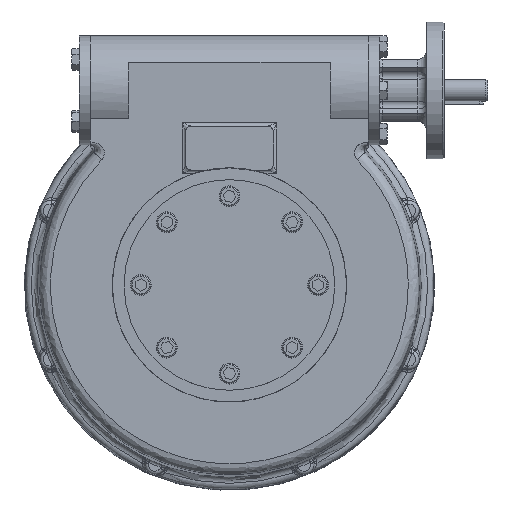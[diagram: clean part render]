
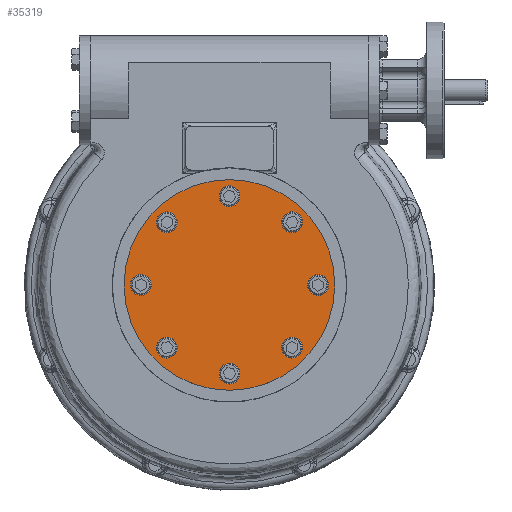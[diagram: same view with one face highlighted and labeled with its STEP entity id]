
A CAD part, top view. The second image highlights one B-rep face of the part: STEP entity #35319.
In plain terms, the highlighted planar face has unit normal (0, 0, 1).
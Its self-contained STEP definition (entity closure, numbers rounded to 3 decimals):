
#4634=PLANE('',#38028);
#10632=ORIENTED_EDGE('',*,*,#14310,.F.);
#10633=ORIENTED_EDGE('',*,*,#14312,.F.);
#10634=ORIENTED_EDGE('',*,*,#14314,.F.);
#10635=ORIENTED_EDGE('',*,*,#14316,.F.);
#10636=ORIENTED_EDGE('',*,*,#14318,.F.);
#10637=ORIENTED_EDGE('',*,*,#14320,.F.);
#10638=ORIENTED_EDGE('',*,*,#14322,.F.);
#10639=ORIENTED_EDGE('',*,*,#14327,.F.);
#10640=ORIENTED_EDGE('',*,*,#14324,.F.);
#14310=EDGE_CURVE('',#16725,#16725,#17991,.T.);
#14312=EDGE_CURVE('',#16727,#16727,#17993,.T.);
#14314=EDGE_CURVE('',#16729,#16729,#17995,.T.);
#14316=EDGE_CURVE('',#16731,#16731,#17997,.T.);
#14318=EDGE_CURVE('',#16733,#16733,#17999,.T.);
#14320=EDGE_CURVE('',#16735,#16735,#18001,.T.);
#14322=EDGE_CURVE('',#16737,#16737,#18003,.T.);
#14324=EDGE_CURVE('',#16739,#16739,#18005,.T.);
#14327=EDGE_CURVE('',#16742,#16742,#18008,.T.);
#16725=VERTEX_POINT('',#61132);
#16727=VERTEX_POINT('',#61137);
#16729=VERTEX_POINT('',#61142);
#16731=VERTEX_POINT('',#61147);
#16733=VERTEX_POINT('',#61152);
#16735=VERTEX_POINT('',#61157);
#16737=VERTEX_POINT('',#61162);
#16739=VERTEX_POINT('',#61167);
#16742=VERTEX_POINT('',#61175);
#17991=CIRCLE('',#38003,6.5);
#17993=CIRCLE('',#38006,6.5);
#17995=CIRCLE('',#38009,6.5);
#17997=CIRCLE('',#38012,6.5);
#17999=CIRCLE('',#38015,6.5);
#18001=CIRCLE('',#38018,6.5);
#18003=CIRCLE('',#38021,6.5);
#18005=CIRCLE('',#38024,96.25);
#18008=CIRCLE('',#38029,6.5);
#20332=EDGE_LOOP('',(#10632));
#20333=EDGE_LOOP('',(#10633));
#20334=EDGE_LOOP('',(#10634));
#20335=EDGE_LOOP('',(#10635));
#20336=EDGE_LOOP('',(#10636));
#20337=EDGE_LOOP('',(#10637));
#20338=EDGE_LOOP('',(#10638));
#20339=EDGE_LOOP('',(#10639));
#20340=EDGE_LOOP('',(#10640));
#22848=FACE_BOUND('',#20332,.T.);
#22849=FACE_BOUND('',#20333,.T.);
#22850=FACE_BOUND('',#20334,.T.);
#22851=FACE_BOUND('',#20335,.T.);
#22852=FACE_BOUND('',#20336,.T.);
#22853=FACE_BOUND('',#20337,.T.);
#22854=FACE_BOUND('',#20338,.T.);
#22855=FACE_BOUND('',#20339,.T.);
#22856=FACE_BOUND('',#20340,.T.);
#35319=ADVANCED_FACE('',(#22848,#22849,#22850,#22851,#22852,#22853,#22854,
#22855,#22856),#4634,.F.);
#38003=AXIS2_PLACEMENT_3D('',#61131,#44022,#44023);
#38006=AXIS2_PLACEMENT_3D('',#61136,#44028,#44029);
#38009=AXIS2_PLACEMENT_3D('',#61141,#44034,#44035);
#38012=AXIS2_PLACEMENT_3D('',#61146,#44040,#44041);
#38015=AXIS2_PLACEMENT_3D('',#61151,#44046,#44047);
#38018=AXIS2_PLACEMENT_3D('',#61156,#44052,#44053);
#38021=AXIS2_PLACEMENT_3D('',#61161,#44058,#44059);
#38024=AXIS2_PLACEMENT_3D('',#61166,#44064,#44065);
#38028=AXIS2_PLACEMENT_3D('',#61173,#44072,#44073);
#38029=AXIS2_PLACEMENT_3D('',#61174,#44074,#44075);
#44022=DIRECTION('',(0.,0.,1.));
#44023=DIRECTION('',(-0.707,0.707,0.));
#44028=DIRECTION('',(0.,0.,1.));
#44029=DIRECTION('',(0.,1.,0.));
#44034=DIRECTION('',(0.,0.,1.));
#44035=DIRECTION('',(0.707,0.707,0.));
#44040=DIRECTION('',(0.,0.,1.));
#44041=DIRECTION('',(1.,0.,0.));
#44046=DIRECTION('',(0.,0.,1.));
#44047=DIRECTION('',(0.707,-0.707,0.));
#44052=DIRECTION('',(0.,0.,1.));
#44053=DIRECTION('',(0.,-1.,0.));
#44058=DIRECTION('',(0.,0.,1.));
#44059=DIRECTION('',(-0.707,-0.707,0.));
#44064=DIRECTION('',(0.,0.,-1.));
#44065=DIRECTION('',(1.,0.,0.));
#44072=DIRECTION('',(0.,0.,-1.));
#44073=DIRECTION('',(1.,0.,0.));
#44074=DIRECTION('',(0.,0.,1.));
#44075=DIRECTION('',(-1.,0.,0.));
#61131=CARTESIAN_POINT('',(-57.276,-57.276,97.));
#61132=CARTESIAN_POINT('',(-61.872,-52.679,97.));
#61136=CARTESIAN_POINT('',(-81.,0.,97.));
#61137=CARTESIAN_POINT('',(-81.,6.5,97.));
#61141=CARTESIAN_POINT('',(-57.276,57.276,97.));
#61142=CARTESIAN_POINT('',(-52.679,61.872,97.));
#61146=CARTESIAN_POINT('',(0.,81.,97.));
#61147=CARTESIAN_POINT('',(6.5,81.,97.));
#61151=CARTESIAN_POINT('',(57.276,57.276,97.));
#61152=CARTESIAN_POINT('',(61.872,52.679,97.));
#61156=CARTESIAN_POINT('',(81.,0.,97.));
#61157=CARTESIAN_POINT('',(81.,-6.5,97.));
#61161=CARTESIAN_POINT('',(57.276,-57.276,97.));
#61162=CARTESIAN_POINT('',(52.679,-61.872,97.));
#61166=CARTESIAN_POINT('',(0.,0.,97.));
#61167=CARTESIAN_POINT('',(96.25,0.,97.));
#61173=CARTESIAN_POINT('',(0.,0.,97.));
#61174=CARTESIAN_POINT('',(0.,-81.,97.));
#61175=CARTESIAN_POINT('',(-6.5,-81.,97.));
